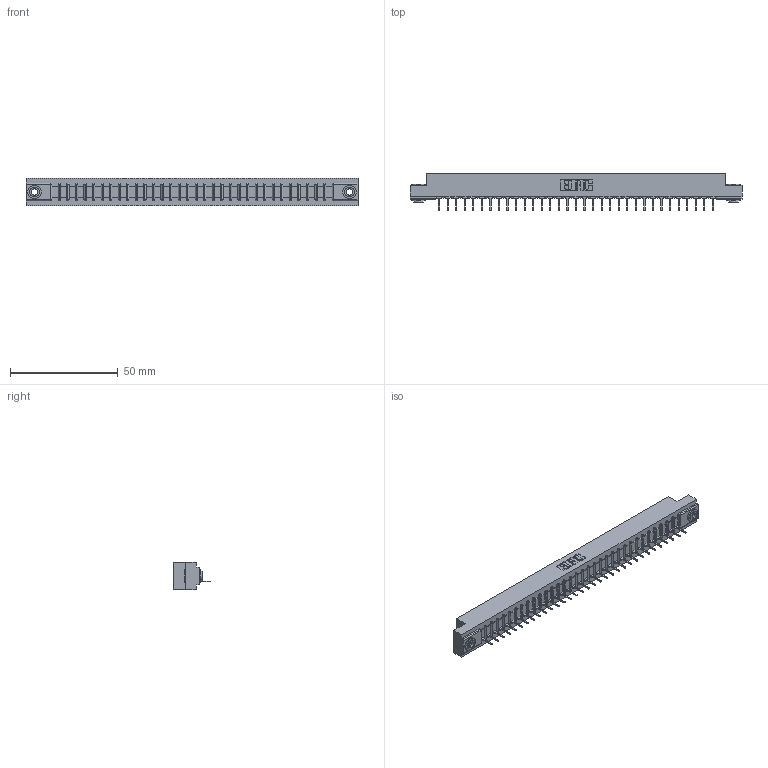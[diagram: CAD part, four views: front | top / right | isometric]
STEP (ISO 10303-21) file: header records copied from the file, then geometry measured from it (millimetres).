
FILE_DESCRIPTION (( 'STEP AP203' ), '1' );
FILE_NAME ('357-033-531-103.STEP', '2019-09-14T05:48:33', ( '' ), ( '' ), 'SwSTEP 2.0', 'SolidWorks 2016', '' );
FILE_SCHEMA (( 'CONFIG_CONTROL_DESIGN' ));
Length unit declared in the file: inch
Products named in the file (4): 307 Part_.156 Dia Mounting Holes; 357-033-531-103; 345-250-002_345-250-002-102; 307-290-001_531
Assembly tree (36 placements, depth 2):
  357-033-531-103
    307 Part_.156 Dia Mounting Holes
    307-290-001_531  x33
    345-250-002_345-250-002-102  x2
Bounding box: 153.77 x 17.42 x 12.7 mm (x, y, z)
Volume: 15852.9 mm3; surface area: 16557.9 mm2
Topology: 36 solids, 36 shells, 2052 faces, 5781 edges, 3714 vertices
Faces by surface type: plane 1315, cylinder 661, sphere 68, cone 8
Entity records: 30433 total; most frequent: CARTESIAN_POINT 5101, ORIENTED_EDGE 5078, DIRECTION 4981, EDGE_CURVE 2539, LINE 1937, VECTOR 1937, VERTEX_POINT 1642, AXIS2_PLACEMENT_3D 1522
